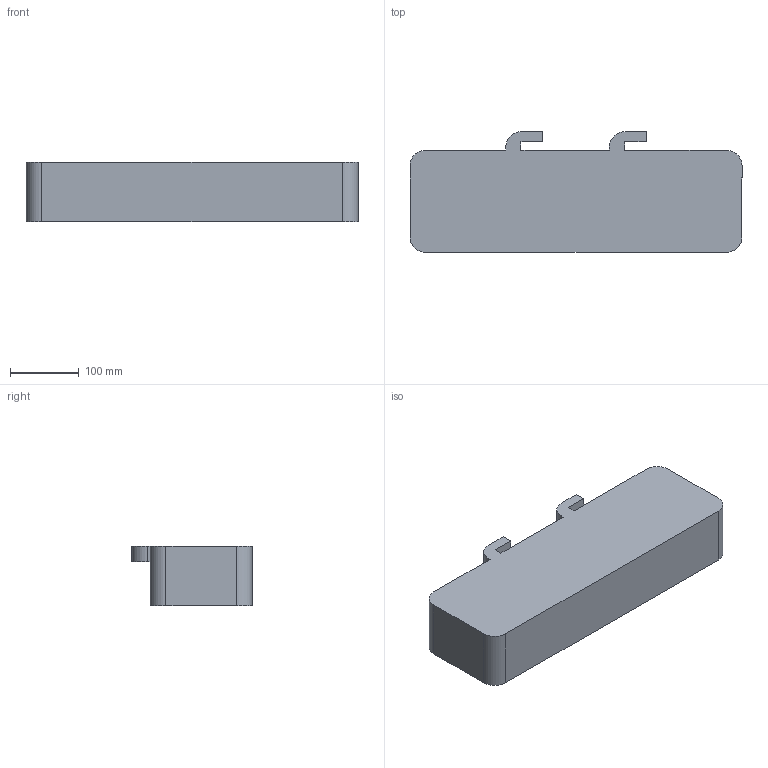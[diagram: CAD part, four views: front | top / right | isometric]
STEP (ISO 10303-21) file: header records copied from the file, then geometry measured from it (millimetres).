
FILE_DESCRIPTION((' '),'2;1');
FILE_NAME('KT7-HTFC_3D.stp','2012-04-03T16:39:56',(' '),(' '),' ','ACIS',' ');
FILE_SCHEMA(('CONFIG_CONTROL_DESIGN'));
Length unit declared in the file: millimetre
Products named in the file (1): KT7-HTFC_3D.stp
Bounding box: 482.09 x 175.26 x 87.12 mm (x, y, z)
Volume: 5127270.1 mm3; surface area: 280717 mm2
Topology: 1 solids, 1 shells, 33 faces, 90 edges, 60 vertices
Faces by surface type: plane 23, cylinder 10
Entity records: 1151 total; most frequent: CARTESIAN_POINT 184, ORIENTED_EDGE 180, DIRECTION 178, EDGE_CURVE 90, VECTOR 70, LINE 70, VERTEX_POINT 60, AXIS2_PLACEMENT_3D 54
